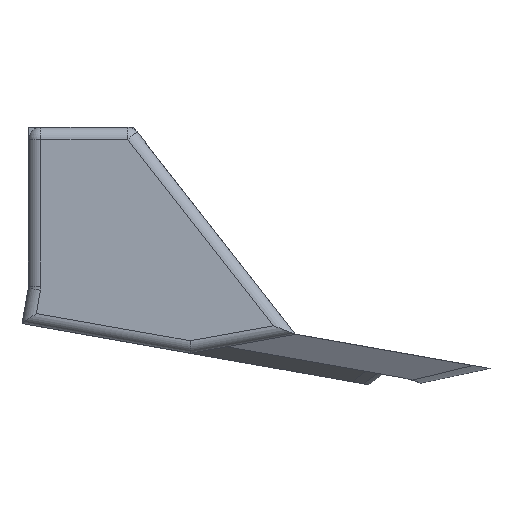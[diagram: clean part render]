
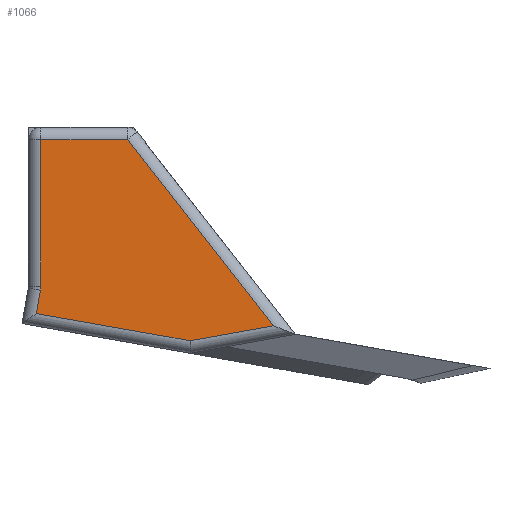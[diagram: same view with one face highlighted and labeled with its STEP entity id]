
A CAD part, front view. The second image highlights one B-rep face of the part: STEP entity #1066.
In plain terms, the highlighted planar face has unit normal (0, -1, 0).
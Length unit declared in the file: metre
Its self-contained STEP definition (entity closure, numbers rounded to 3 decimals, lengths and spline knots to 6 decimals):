
#83=CIRCLE('',#1156,0.004);
#250=ORIENTED_EDGE('',*,*,#537,.T.);
#251=ORIENTED_EDGE('',*,*,#538,.T.);
#252=ORIENTED_EDGE('',*,*,#539,.T.);
#253=ORIENTED_EDGE('',*,*,#540,.T.);
#254=ORIENTED_EDGE('',*,*,#541,.T.);
#255=ORIENTED_EDGE('',*,*,#542,.T.);
#256=ORIENTED_EDGE('',*,*,#543,.F.);
#537=EDGE_CURVE('',#676,#677,#773,.T.);
#538=EDGE_CURVE('',#677,#678,#774,.F.);
#539=EDGE_CURVE('',#678,#679,#775,.F.);
#540=EDGE_CURVE('',#679,#680,#776,.F.);
#541=EDGE_CURVE('',#680,#681,#777,.F.);
#542=EDGE_CURVE('',#681,#682,#778,.F.);
#543=EDGE_CURVE('',#676,#682,#83,.T.);
#676=VERTEX_POINT('',#1792);
#677=VERTEX_POINT('',#1793);
#678=VERTEX_POINT('',#1795);
#679=VERTEX_POINT('',#1797);
#680=VERTEX_POINT('',#1799);
#681=VERTEX_POINT('',#1801);
#682=VERTEX_POINT('',#1803);
#773=LINE('',#1791,#875);
#774=LINE('',#1794,#876);
#775=LINE('',#1796,#877);
#776=LINE('',#1798,#878);
#777=LINE('',#1800,#879);
#778=LINE('',#1802,#880);
#875=VECTOR('',#1387,1.);
#876=VECTOR('',#1388,1.);
#877=VECTOR('',#1389,1.);
#878=VECTOR('',#1390,1.);
#879=VECTOR('',#1391,1.);
#880=VECTOR('',#1392,1.);
#913=EDGE_LOOP('',(#250,#251,#252,#253,#254,#255,#256));
#976=FACE_BOUND('',#913,.T.);
#1036=PLANE('',#1155);
#1066=ADVANCED_FACE('',(#976),#1036,.T.);
#1155=AXIS2_PLACEMENT_3D('',#1790,#1385,#1386);
#1156=AXIS2_PLACEMENT_3D('',#1804,#1393,#1394);
#1385=DIRECTION('',(0.,-1.,0.));
#1386=DIRECTION('',(-1.,0.,0.));
#1387=DIRECTION('',(-0.174,0.,-0.985));
#1388=DIRECTION('',(-0.985,0.,0.174));
#1389=DIRECTION('',(-0.984,0.,-0.177));
#1390=DIRECTION('',(0.617,0.,-0.787));
#1391=DIRECTION('',(1.,0.,0.));
#1392=DIRECTION('',(0.,0.,1.));
#1393=DIRECTION('',(0.,-1.,0.));
#1394=DIRECTION('',(0.,0.,-1.));
#1790=CARTESIAN_POINT('',(-0.018489,-0.0852,0.025074));
#1791=CARTESIAN_POINT('',(-0.035725,-0.0852,0.028113));
#1792=CARTESIAN_POINT('',(-0.037694,-0.0852,0.016948));
#1793=CARTESIAN_POINT('',(-0.038358,-0.0852,0.013181));
#1794=CARTESIAN_POINT('',(-0.013072,-0.0852,0.008722));
#1795=CARTESIAN_POINT('',(-0.013423,-0.0852,0.008784));
#1796=CARTESIAN_POINT('',(0.003345,-0.0852,0.011796));
#1797=CARTESIAN_POINT('',(0.000075,-0.0852,0.011208));
#1798=CARTESIAN_POINT('',(-0.024175,-0.0852,0.042161));
#1799=CARTESIAN_POINT('',(-0.023575,-0.0852,0.041394));
#1800=CARTESIAN_POINT('',(-0.039633,-0.0852,0.041394));
#1801=CARTESIAN_POINT('',(-0.037633,-0.0852,0.041394));
#1802=CARTESIAN_POINT('',(-0.037633,-0.0852,0.017468));
#1803=CARTESIAN_POINT('',(-0.037633,-0.0852,0.017643));
#1804=CARTESIAN_POINT('',(-0.041633,-0.0852,0.017643));
